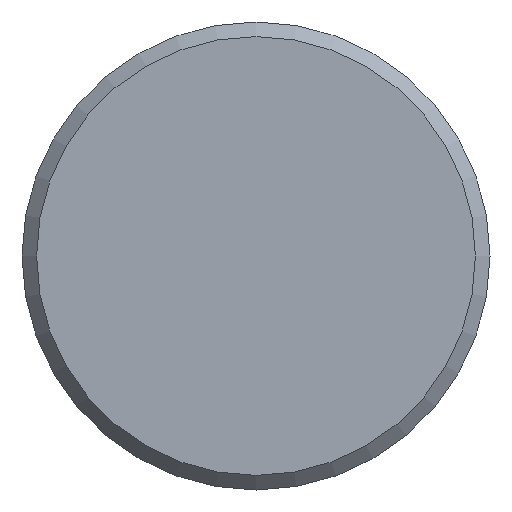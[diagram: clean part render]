
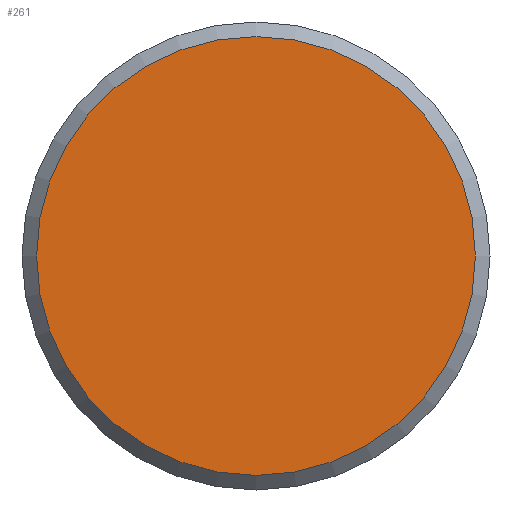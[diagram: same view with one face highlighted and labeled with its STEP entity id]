
A CAD part, front view. The second image highlights one B-rep face of the part: STEP entity #261.
In plain terms, the highlighted planar face has unit normal (0, -1, 0).
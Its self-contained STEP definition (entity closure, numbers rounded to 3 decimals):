
#64=FACE_OUTER_BOUND('',#79,.T.);
#79=EDGE_LOOP('',(#201,#202));
#100=CIRCLE('',#376,7.5);
#101=CIRCLE('',#377,7.5);
#128=VERTEX_POINT('',#542);
#129=VERTEX_POINT('',#543);
#157=EDGE_CURVE('',#128,#129,#100,.T.);
#158=EDGE_CURVE('',#129,#128,#101,.T.);
#201=ORIENTED_EDGE('',*,*,#157,.F.);
#202=ORIENTED_EDGE('',*,*,#158,.F.);
#253=PLANE('',#375);
#261=ADVANCED_FACE('',(#64),#253,.T.);
#375=AXIS2_PLACEMENT_3D('',#541,#442,#443);
#376=AXIS2_PLACEMENT_3D('',#544,#444,#445);
#377=AXIS2_PLACEMENT_3D('',#545,#446,#447);
#442=DIRECTION('center_axis',(0.,-1.,0.));
#443=DIRECTION('ref_axis',(0.,0.,-1.));
#444=DIRECTION('center_axis',(0.,1.,0.));
#445=DIRECTION('ref_axis',(1.,0.,0.));
#446=DIRECTION('center_axis',(0.,1.,0.));
#447=DIRECTION('ref_axis',(1.,0.,0.));
#541=CARTESIAN_POINT('Origin',(-7.5,0.,0.));
#542=CARTESIAN_POINT('',(-7.5,0.,0.));
#543=CARTESIAN_POINT('',(7.5,0.,0.));
#544=CARTESIAN_POINT('Origin',(0.,0.,0.));
#545=CARTESIAN_POINT('Origin',(0.,0.,0.));
